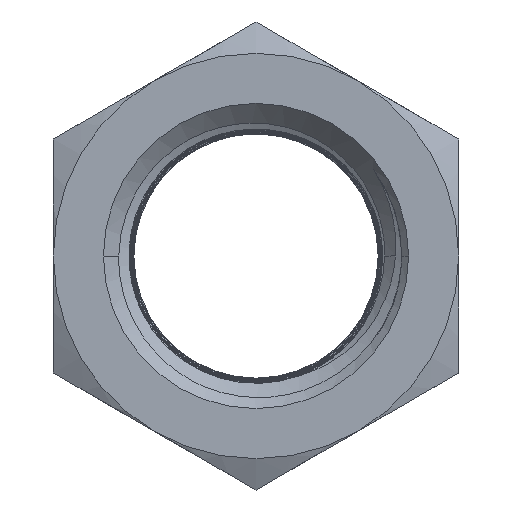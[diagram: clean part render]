
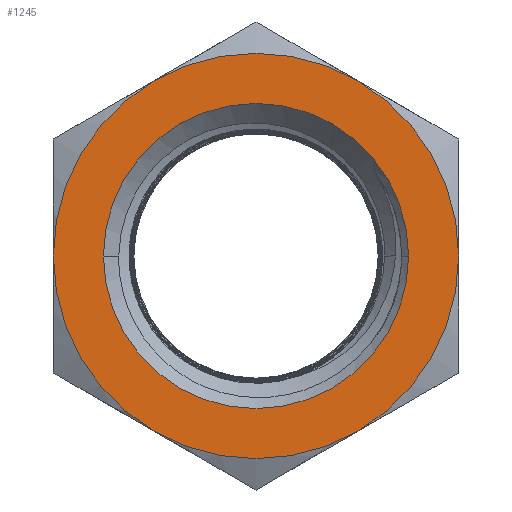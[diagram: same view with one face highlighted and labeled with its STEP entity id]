
A CAD part, left-side view. The second image highlights one B-rep face of the part: STEP entity #1245.
In plain terms, the highlighted face is planar.
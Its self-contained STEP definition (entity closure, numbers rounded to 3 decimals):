
#54=FACE_BOUND('',#251,.T.);
#64=PLANE('',#1339);
#177=FACE_OUTER_BOUND('',#250,.T.);
#250=EDGE_LOOP('',(#1086,#1087,#1088,#1089,#1090,#1091));
#251=EDGE_LOOP('',(#1092,#1093));
#463=CIRCLE('',#1285,5.379);
#466=CIRCLE('',#1289,5.379);
#474=CIRCLE('',#1325,7.144);
#475=CIRCLE('',#1327,7.144);
#476=CIRCLE('',#1329,7.144);
#477=CIRCLE('',#1331,7.144);
#478=CIRCLE('',#1333,7.144);
#479=CIRCLE('',#1335,7.144);
#536=VERTEX_POINT('',#3079);
#537=VERTEX_POINT('',#3081);
#587=VERTEX_POINT('',#5049);
#590=VERTEX_POINT('',#5067);
#592=VERTEX_POINT('',#5077);
#594=VERTEX_POINT('',#5087);
#596=VERTEX_POINT('',#5097);
#597=VERTEX_POINT('',#5105);
#677=EDGE_CURVE('',#536,#537,#463,.T.);
#684=EDGE_CURVE('',#537,#536,#466,.T.);
#767=EDGE_CURVE('',#587,#594,#474,.T.);
#768=EDGE_CURVE('',#590,#587,#475,.T.);
#769=EDGE_CURVE('',#594,#596,#476,.T.);
#770=EDGE_CURVE('',#596,#597,#477,.T.);
#771=EDGE_CURVE('',#597,#592,#478,.T.);
#772=EDGE_CURVE('',#592,#590,#479,.T.);
#1086=ORIENTED_EDGE('',*,*,#771,.T.);
#1087=ORIENTED_EDGE('',*,*,#772,.T.);
#1088=ORIENTED_EDGE('',*,*,#768,.T.);
#1089=ORIENTED_EDGE('',*,*,#767,.T.);
#1090=ORIENTED_EDGE('',*,*,#769,.T.);
#1091=ORIENTED_EDGE('',*,*,#770,.T.);
#1092=ORIENTED_EDGE('',*,*,#684,.F.);
#1093=ORIENTED_EDGE('',*,*,#677,.F.);
#1245=ADVANCED_FACE('',(#177,#54),#64,.T.);
#1285=AXIS2_PLACEMENT_3D('',#3082,#1426,#1427);
#1289=AXIS2_PLACEMENT_3D('',#3124,#1436,#1437);
#1325=AXIS2_PLACEMENT_3D('',#5113,#1528,#1529);
#1327=AXIS2_PLACEMENT_3D('',#5115,#1532,#1533);
#1329=AXIS2_PLACEMENT_3D('',#5117,#1536,#1537);
#1331=AXIS2_PLACEMENT_3D('',#5119,#1540,#1541);
#1333=AXIS2_PLACEMENT_3D('',#5121,#1544,#1545);
#1335=AXIS2_PLACEMENT_3D('',#5123,#1548,#1549);
#1339=AXIS2_PLACEMENT_3D('',#7436,#1556,#1557);
#1426=DIRECTION('center_axis',(0.,-1.,0.));
#1427=DIRECTION('ref_axis',(1.,0.,0.));
#1436=DIRECTION('center_axis',(0.,-1.,0.));
#1437=DIRECTION('ref_axis',(1.,0.,0.));
#1528=DIRECTION('center_axis',(0.,-1.,0.));
#1529=DIRECTION('ref_axis',(1.,0.,0.));
#1532=DIRECTION('center_axis',(0.,-1.,0.));
#1533=DIRECTION('ref_axis',(1.,0.,0.));
#1536=DIRECTION('center_axis',(0.,-1.,0.));
#1537=DIRECTION('ref_axis',(1.,0.,0.));
#1540=DIRECTION('center_axis',(0.,-1.,0.));
#1541=DIRECTION('ref_axis',(1.,0.,0.));
#1544=DIRECTION('center_axis',(0.,-1.,0.));
#1545=DIRECTION('ref_axis',(1.,0.,0.));
#1548=DIRECTION('center_axis',(0.,-1.,0.));
#1549=DIRECTION('ref_axis',(1.,0.,0.));
#1556=DIRECTION('center_axis',(0.,-1.,0.));
#1557=DIRECTION('ref_axis',(1.,0.,0.));
#3079=CARTESIAN_POINT('',(-5.379,-8.136,0.));
#3081=CARTESIAN_POINT('',(5.379,-8.136,0.));
#3082=CARTESIAN_POINT('Origin',(0.,-8.136,0.));
#3124=CARTESIAN_POINT('Origin',(0.,-8.136,0.));
#5049=CARTESIAN_POINT('',(-3.572,-8.136,6.187));
#5067=CARTESIAN_POINT('',(3.572,-8.136,6.187));
#5077=CARTESIAN_POINT('',(7.144,-8.136,0.));
#5087=CARTESIAN_POINT('',(-7.144,-8.136,0.));
#5097=CARTESIAN_POINT('',(-3.572,-8.136,-6.187));
#5105=CARTESIAN_POINT('',(3.572,-8.136,-6.187));
#5113=CARTESIAN_POINT('Origin',(0.,-8.136,0.));
#5115=CARTESIAN_POINT('Origin',(0.,-8.136,0.));
#5117=CARTESIAN_POINT('Origin',(0.,-8.136,0.));
#5119=CARTESIAN_POINT('Origin',(0.,-8.136,0.));
#5121=CARTESIAN_POINT('Origin',(0.,-8.136,0.));
#5123=CARTESIAN_POINT('Origin',(0.,-8.136,0.));
#7436=CARTESIAN_POINT('Origin',(0.,-8.136,0.));
